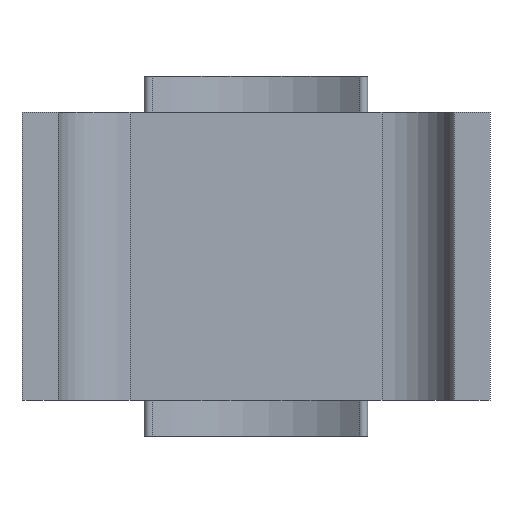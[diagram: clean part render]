
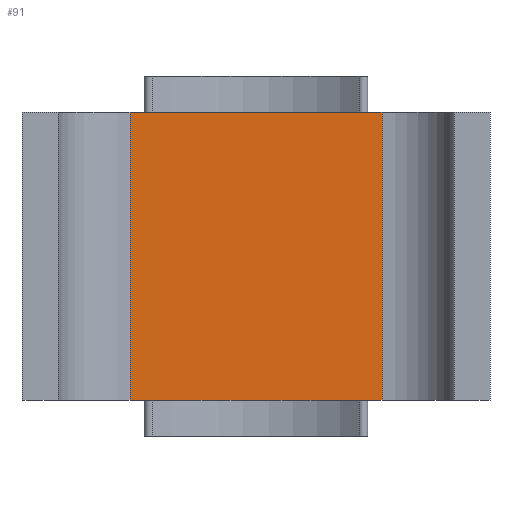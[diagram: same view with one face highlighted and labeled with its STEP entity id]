
A CAD part, front view. The second image highlights one B-rep face of the part: STEP entity #91.
In plain terms, the highlighted planar face has unit normal (0, -1, 0).
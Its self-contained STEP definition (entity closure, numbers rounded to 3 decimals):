
#91 = ADVANCED_FACE( '', ( #138 ), #139, .F. );
#138 = FACE_OUTER_BOUND( '', #198, .T. );
#139 = PLANE( '', #199 );
#198 = EDGE_LOOP( '', ( #366, #367, #368, #369, #370, #371, #372, #373 ) );
#199 = AXIS2_PLACEMENT_3D( '', #374, #375, #376 );
#366 = ORIENTED_EDGE( '', *, *, #489, .T. );
#367 = ORIENTED_EDGE( '', *, *, #536, .T. );
#368 = ORIENTED_EDGE( '', *, *, #503, .T. );
#369 = ORIENTED_EDGE( '', *, *, #535, .F. );
#370 = ORIENTED_EDGE( '', *, *, #514, .F. );
#371 = ORIENTED_EDGE( '', *, *, #512, .F. );
#372 = ORIENTED_EDGE( '', *, *, #502, .F. );
#373 = ORIENTED_EDGE( '', *, *, #537, .T. );
#374 = CARTESIAN_POINT( '', ( -5.25, 9.8, 6. ) );
#375 = DIRECTION( '', ( 0., 1., 0. ) );
#376 = DIRECTION( '', ( 0., 0., 1. ) );
#489 = EDGE_CURVE( '', #581, #579, #582, .T. );
#502 = EDGE_CURVE( '', #605, #593, #607, .T. );
#503 = EDGE_CURVE( '', #608, #609, #610, .T. );
#512 = EDGE_CURVE( '', #593, #564, #626, .T. );
#514 = EDGE_CURVE( '', #564, #628, #629, .T. );
#535 = EDGE_CURVE( '', #628, #609, #659, .T. );
#536 = EDGE_CURVE( '', #579, #608, #660, .T. );
#537 = EDGE_CURVE( '', #605, #581, #661, .T. );
#564 = VERTEX_POINT( '', #698 );
#579 = VERTEX_POINT( '', #719 );
#581 = VERTEX_POINT( '', #722 );
#582 = LINE( '', #723, #724 );
#593 = VERTEX_POINT( '', #738 );
#605 = VERTEX_POINT( '', #755 );
#607 = LINE( '', #757, #758 );
#608 = VERTEX_POINT( '', #759 );
#609 = VERTEX_POINT( '', #760 );
#610 = LINE( '', #761, #762 );
#626 = LINE( '', #784, #785 );
#628 = VERTEX_POINT( '', #787 );
#629 = LINE( '', #788, #789 );
#659 = LINE( '', #836, #837 );
#660 = LINE( '', #838, #839 );
#661 = LINE( '', #840, #841 );
#698 = CARTESIAN_POINT( '', ( 4.65, 9.8, 6. ) );
#719 = CARTESIAN_POINT( '', ( -4.65, 9.8, -6. ) );
#722 = CARTESIAN_POINT( '', ( -5.25, 9.8, -6. ) );
#723 = CARTESIAN_POINT( '', ( -5.25, 9.8, -6. ) );
#724 = VECTOR( '', #901, 1000. );
#738 = CARTESIAN_POINT( '', ( -4.65, 9.8, 6. ) );
#755 = CARTESIAN_POINT( '', ( -5.25, 9.8, 6. ) );
#757 = CARTESIAN_POINT( '', ( -5.25, 9.8, 6. ) );
#758 = VECTOR( '', #922, 1000. );
#759 = CARTESIAN_POINT( '', ( 4.65, 9.8, -6. ) );
#760 = CARTESIAN_POINT( '', ( 5.25, 9.8, -6. ) );
#761 = CARTESIAN_POINT( '', ( -5.25, 9.8, -6. ) );
#762 = VECTOR( '', #923, 1000. );
#784 = CARTESIAN_POINT( '', ( -5.25, 9.8, 6. ) );
#785 = VECTOR( '', #936, 1000. );
#787 = CARTESIAN_POINT( '', ( 5.25, 9.8, 6. ) );
#788 = CARTESIAN_POINT( '', ( -5.25, 9.8, 6. ) );
#789 = VECTOR( '', #940, 1000. );
#836 = CARTESIAN_POINT( '', ( 5.25, 9.8, 6. ) );
#837 = VECTOR( '', #967, 1000. );
#838 = CARTESIAN_POINT( '', ( -5.25, 9.8, -6. ) );
#839 = VECTOR( '', #968, 1000. );
#840 = CARTESIAN_POINT( '', ( -5.25, 9.8, 6. ) );
#841 = VECTOR( '', #969, 1000. );
#901 = DIRECTION( '', ( 1., 0., 0. ) );
#922 = DIRECTION( '', ( 1., 0., 0. ) );
#923 = DIRECTION( '', ( 1., 0., 0. ) );
#936 = DIRECTION( '', ( 1., 0., 0. ) );
#940 = DIRECTION( '', ( 1., 0., 0. ) );
#967 = DIRECTION( '', ( 0., 0., -1. ) );
#968 = DIRECTION( '', ( 1., 0., 0. ) );
#969 = DIRECTION( '', ( 0., 0., -1. ) );
